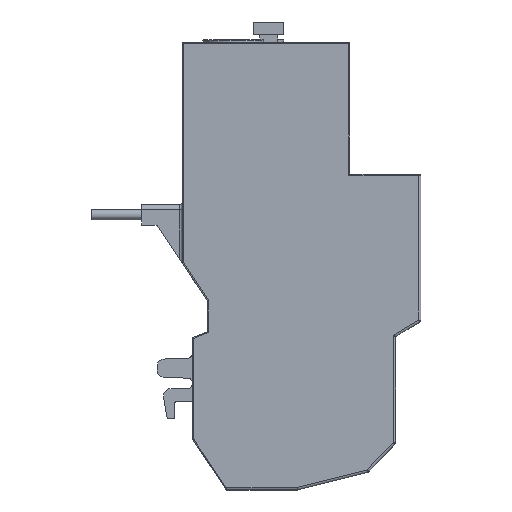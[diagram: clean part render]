
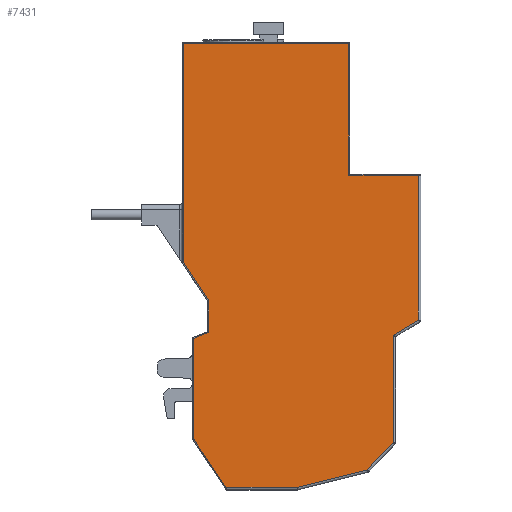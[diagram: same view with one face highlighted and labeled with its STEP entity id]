
A CAD part, left-side view. The second image highlights one B-rep face of the part: STEP entity #7431.
In plain terms, the highlighted planar face has unit normal (-1, 0, 0).
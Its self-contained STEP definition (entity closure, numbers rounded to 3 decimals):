
#15 = DIRECTION ( 'NONE',  ( 0., -0.857, 0.514 ) ) ;
#211 = CARTESIAN_POINT ( 'NONE',  ( 0., 0., -8.7 ) ) ;
#319 = EDGE_CURVE ( 'NONE', #1786, #9702, #7008, .T. ) ;
#322 = DIRECTION ( 'NONE',  ( 0., -0.97, 0.243 ) ) ;
#342 = LINE ( 'NONE', #9648, #1269 ) ;
#374 = DIRECTION ( 'NONE',  ( 0., 0., 1. ) ) ;
#564 = ORIENTED_EDGE ( 'NONE', *, *, #11778, .T. ) ;
#707 = DIRECTION ( 'NONE',  ( 0., 0., -1. ) ) ;
#811 = ORIENTED_EDGE ( 'NONE', *, *, #11428, .T. ) ;
#923 = ORIENTED_EDGE ( 'NONE', *, *, #2701, .T. ) ;
#1017 = VERTEX_POINT ( 'NONE', #3897 ) ;
#1095 = LINE ( 'NONE', #7292, #11013 ) ;
#1119 = DIRECTION ( 'NONE',  ( 0., -1., 0. ) ) ;
#1212 = VERTEX_POINT ( 'NONE', #8028 ) ;
#1269 = VECTOR ( 'NONE', #374, 1000. ) ;
#1317 = CARTESIAN_POINT ( 'NONE',  ( 0., -4.5, 0. ) ) ;
#1323 = VERTEX_POINT ( 'NONE', #5349 ) ;
#1325 = VECTOR ( 'NONE', #15, 1000. ) ;
#1445 = DIRECTION ( 'NONE',  ( 1., 0., 0. ) ) ;
#1467 = VECTOR ( 'NONE', #8407, 1000. ) ;
#1481 = LINE ( 'NONE', #4546, #11570 ) ;
#1735 = LINE ( 'NONE', #1317, #9334 ) ;
#1786 = VERTEX_POINT ( 'NONE', #11483 ) ;
#1838 = CARTESIAN_POINT ( 'NONE',  ( 0., 41.8, 78.8 ) ) ;
#1939 = DIRECTION ( 'NONE',  ( 0., -0.555, -0.832 ) ) ;
#2237 = CARTESIAN_POINT ( 'NONE',  ( 0., 19.395, -8.7 ) ) ;
#2447 = LINE ( 'NONE', #2744, #8516 ) ;
#2505 = CARTESIAN_POINT ( 'NONE',  ( 0., 12.615, 31.538 ) ) ;
#2672 = VECTOR ( 'NONE', #5205, 1000. ) ;
#2701 = EDGE_CURVE ( 'NONE', #9164, #7992, #7851, .T. ) ;
#2744 = CARTESIAN_POINT ( 'NONE',  ( 0., 0., 78.8 ) ) ;
#2988 = CARTESIAN_POINT ( 'NONE',  ( 0., 36.8, 21.865 ) ) ;
#3180 = CARTESIAN_POINT ( 'NONE',  ( 0., -4.5, 24.283 ) ) ;
#3500 = DIRECTION ( 'NONE',  ( 0., 0.928, -0.371 ) ) ;
#3831 = CARTESIAN_POINT ( 'NONE',  ( 0., 41.8, 35.561 ) ) ;
#3836 = CARTESIAN_POINT ( 'NONE',  ( 0., 9.522, 15.87 ) ) ;
#3897 = CARTESIAN_POINT ( 'NONE',  ( 0., -4.5, 52.8 ) ) ;
#4244 = DIRECTION ( 'NONE',  ( 0., 0., -1. ) ) ;
#4258 = ORIENTED_EDGE ( 'NONE', *, *, #7776, .T. ) ;
#4546 = CARTESIAN_POINT ( 'NONE',  ( 0., 0., 52.8 ) ) ;
#4740 = DIRECTION ( 'NONE',  ( 0., 1., 0. ) ) ;
#4749 = LINE ( 'NONE', #12749, #5524 ) ;
#4822 = VECTOR ( 'NONE', #11719, 1000. ) ;
#4838 = ORIENTED_EDGE ( 'NONE', *, *, #5479, .T. ) ;
#5083 = ORIENTED_EDGE ( 'NONE', *, *, #11347, .T. ) ;
#5135 = VECTOR ( 'NONE', #6177, 1000. ) ;
#5205 = DIRECTION ( 'NONE',  ( 0., -0.555, -0.832 ) ) ;
#5259 = EDGE_CURVE ( 'NONE', #1212, #1323, #1095, .T. ) ;
#5322 = LINE ( 'NONE', #5327, #2672 ) ;
#5327 = CARTESIAN_POINT ( 'NONE',  ( 0., 12.526, -8.351 ) ) ;
#5349 = CARTESIAN_POINT ( 'NONE',  ( 0., 39.8, 0.861 ) ) ;
#5479 = EDGE_CURVE ( 'NONE', #8066, #11058, #10701, .T. ) ;
#5524 = VECTOR ( 'NONE', #1939, 1000. ) ;
#5561 = EDGE_CURVE ( 'NONE', #9702, #1212, #9772, .T. ) ;
#5677 = VECTOR ( 'NONE', #1119, 1000. ) ;
#5972 = CARTESIAN_POINT ( 'NONE',  ( 0., 0.5, 21.283 ) ) ;
#6014 = VECTOR ( 'NONE', #707, 1000. ) ;
#6151 = DIRECTION ( 'NONE',  ( 0., 0., 1. ) ) ;
#6177 = DIRECTION ( 'NONE',  ( 0., -0.683, 0.73 ) ) ;
#6255 = CARTESIAN_POINT ( 'NONE',  ( 0., 0.5, 0. ) ) ;
#6288 = CARTESIAN_POINT ( 'NONE',  ( 0., 9.2, 52.8 ) ) ;
#6473 = EDGE_CURVE ( 'NONE', #6850, #7039, #2447, .T. ) ;
#6607 = LINE ( 'NONE', #211, #5677 ) ;
#6634 = FACE_OUTER_BOUND ( 'NONE', #12061, .T. ) ;
#6850 = VERTEX_POINT ( 'NONE', #10302 ) ;
#7008 = LINE ( 'NONE', #7660, #4822 ) ;
#7039 = VERTEX_POINT ( 'NONE', #1838 ) ;
#7292 = CARTESIAN_POINT ( 'NONE',  ( 0., 39.8, 0. ) ) ;
#7399 = EDGE_CURVE ( 'NONE', #11359, #8066, #7717, .T. ) ;
#7431 = ADVANCED_FACE ( 'NONE', ( #6634 ), #11366, .F. ) ;
#7465 = VERTEX_POINT ( 'NONE', #6288 ) ;
#7660 = CARTESIAN_POINT ( 'NONE',  ( 0., 36.8, 0. ) ) ;
#7717 = LINE ( 'NONE', #12372, #12850 ) ;
#7760 = ORIENTED_EDGE ( 'NONE', *, *, #5561, .T. ) ;
#7776 = EDGE_CURVE ( 'NONE', #7039, #9203, #10181, .T. ) ;
#7851 = LINE ( 'NONE', #3836, #1325 ) ;
#7992 = VERTEX_POINT ( 'NONE', #3180 ) ;
#8028 = CARTESIAN_POINT ( 'NONE',  ( 0., 39.8, 20.665 ) ) ;
#8066 = VERTEX_POINT ( 'NONE', #12252 ) ;
#8352 = DIRECTION ( 'NONE',  ( 0., 0., -1. ) ) ;
#8407 = DIRECTION ( 'NONE',  ( 0., 0., 1. ) ) ;
#8516 = VECTOR ( 'NONE', #4740, 1000. ) ;
#8586 = ORIENTED_EDGE ( 'NONE', *, *, #9948, .T. ) ;
#8857 = VECTOR ( 'NONE', #3500, 1000. ) ;
#9147 = ORIENTED_EDGE ( 'NONE', *, *, #9882, .T. ) ;
#9164 = VERTEX_POINT ( 'NONE', #5972 ) ;
#9203 = VERTEX_POINT ( 'NONE', #3831 ) ;
#9334 = VECTOR ( 'NONE', #6151, 1000. ) ;
#9422 = CARTESIAN_POINT ( 'NONE',  ( 0., 0., 0. ) ) ;
#9449 = DIRECTION ( 'NONE',  ( 0., 1., 0. ) ) ;
#9534 = EDGE_CURVE ( 'NONE', #1017, #7465, #1481, .T. ) ;
#9648 = CARTESIAN_POINT ( 'NONE',  ( 0., 9.2, 0. ) ) ;
#9684 = EDGE_CURVE ( 'NONE', #1323, #12518, #4749, .T. ) ;
#9702 = VERTEX_POINT ( 'NONE', #2988 ) ;
#9772 = LINE ( 'NONE', #2505, #8857 ) ;
#9792 = CARTESIAN_POINT ( 'NONE',  ( 0., 33.426, -8.7 ) ) ;
#9882 = EDGE_CURVE ( 'NONE', #12518, #11359, #6607, .T. ) ;
#9948 = EDGE_CURVE ( 'NONE', #11058, #9164, #10310, .T. ) ;
#10098 = CARTESIAN_POINT ( 'NONE',  ( 0., 0.365, 0.342 ) ) ;
#10181 = LINE ( 'NONE', #12533, #6014 ) ;
#10302 = CARTESIAN_POINT ( 'NONE',  ( 0., 9.2, 78.8 ) ) ;
#10310 = LINE ( 'NONE', #6255, #1467 ) ;
#10576 = ORIENTED_EDGE ( 'NONE', *, *, #319, .T. ) ;
#10641 = ORIENTED_EDGE ( 'NONE', *, *, #5259, .T. ) ;
#10701 = LINE ( 'NONE', #10098, #5135 ) ;
#11013 = VECTOR ( 'NONE', #4244, 1000. ) ;
#11058 = VERTEX_POINT ( 'NONE', #12839 ) ;
#11347 = EDGE_CURVE ( 'NONE', #9203, #1786, #5322, .T. ) ;
#11359 = VERTEX_POINT ( 'NONE', #2237 ) ;
#11366 = PLANE ( 'NONE',  #11426 ) ;
#11426 = AXIS2_PLACEMENT_3D ( 'NONE', #9422, #1445, #8352 ) ;
#11428 = EDGE_CURVE ( 'NONE', #7465, #6850, #342, .T. ) ;
#11483 = CARTESIAN_POINT ( 'NONE',  ( 0., 36.8, 28.061 ) ) ;
#11570 = VECTOR ( 'NONE', #9449, 1000. ) ;
#11719 = DIRECTION ( 'NONE',  ( 0., 0., -1. ) ) ;
#11741 = ORIENTED_EDGE ( 'NONE', *, *, #7399, .T. ) ;
#11778 = EDGE_CURVE ( 'NONE', #7992, #1017, #1735, .T. ) ;
#11912 = ORIENTED_EDGE ( 'NONE', *, *, #9534, .T. ) ;
#12061 = EDGE_LOOP ( 'NONE', ( #10641, #12817, #9147, #11741, #4838, #8586, #923, #564, #11912, #811, #12149, #4258, #5083, #10576, #7760 ) ) ;
#12149 = ORIENTED_EDGE ( 'NONE', *, *, #6473, .T. ) ;
#12252 = CARTESIAN_POINT ( 'NONE',  ( 0., 5.598, -5.251 ) ) ;
#12372 = CARTESIAN_POINT ( 'NONE',  ( 0., -0.906, -3.625 ) ) ;
#12518 = VERTEX_POINT ( 'NONE', #9792 ) ;
#12533 = CARTESIAN_POINT ( 'NONE',  ( 0., 41.8, 0. ) ) ;
#12749 = CARTESIAN_POINT ( 'NONE',  ( 0., 27.157, -18.104 ) ) ;
#12817 = ORIENTED_EDGE ( 'NONE', *, *, #9684, .T. ) ;
#12839 = CARTESIAN_POINT ( 'NONE',  ( 0., 0.5, 0.197 ) ) ;
#12850 = VECTOR ( 'NONE', #322, 1000. ) ;
